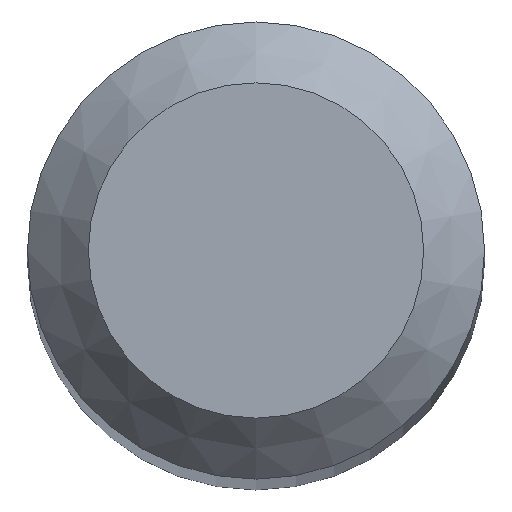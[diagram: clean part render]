
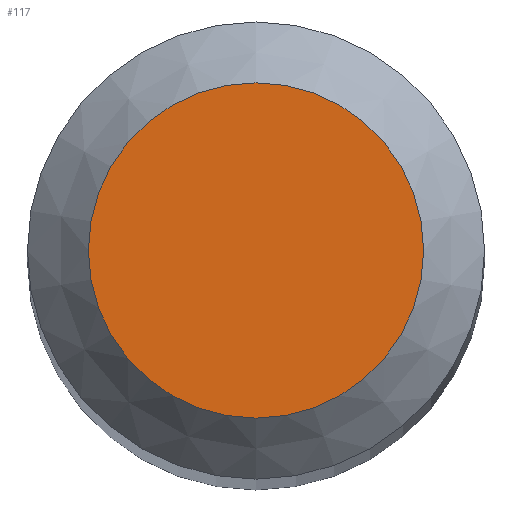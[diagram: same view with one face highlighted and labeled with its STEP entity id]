
A CAD part, top view. The second image highlights one B-rep face of the part: STEP entity #117.
In plain terms, the highlighted planar face has unit normal (0, 0, 1).
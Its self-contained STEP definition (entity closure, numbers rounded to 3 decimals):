
#4 = AXIS2_PLACEMENT_3D ( 'NONE', #184, #15, #31 ) ;
#11 = CARTESIAN_POINT ( 'NONE',  ( 0., 0.55, 30. ) ) ;
#12 = VERTEX_POINT ( 'NONE', #11 ) ;
#15 = DIRECTION ( 'NONE',  ( 0., 0., -1. ) ) ;
#31 = DIRECTION ( 'NONE',  ( 0., 1., 0. ) ) ;
#38 = DIRECTION ( 'NONE',  ( 0., 1., 0. ) ) ;
#48 = ORIENTED_EDGE ( 'NONE', *, *, #94, .F. ) ;
#56 = CARTESIAN_POINT ( 'NONE',  ( 0., 0., 30. ) ) ;
#78 = CIRCLE ( 'NONE', #83, 0.55 ) ;
#83 = AXIS2_PLACEMENT_3D ( 'NONE', #56, #189, #38 ) ;
#94 = EDGE_CURVE ( 'NONE', #12, #12, #78, .T. ) ;
#113 = PLANE ( 'NONE',  #4 ) ;
#117 = ADVANCED_FACE ( 'NONE', ( #133 ), #113, .F. ) ;
#133 = FACE_OUTER_BOUND ( 'NONE', #200, .T. ) ;
#184 = CARTESIAN_POINT ( 'NONE',  ( 0., 0., 30. ) ) ;
#189 = DIRECTION ( 'NONE',  ( 0., 0., -1. ) ) ;
#200 = EDGE_LOOP ( 'NONE', ( #48 ) ) ;
